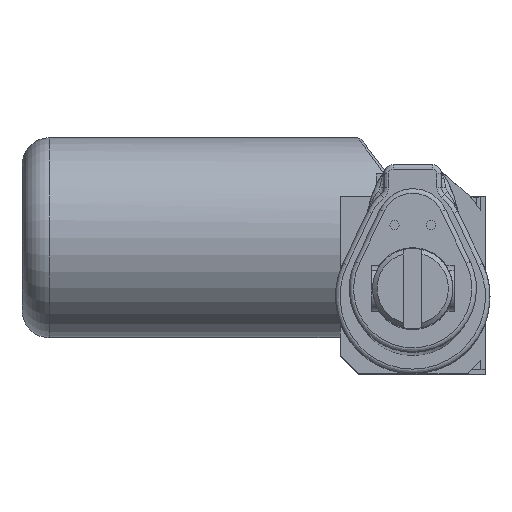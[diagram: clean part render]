
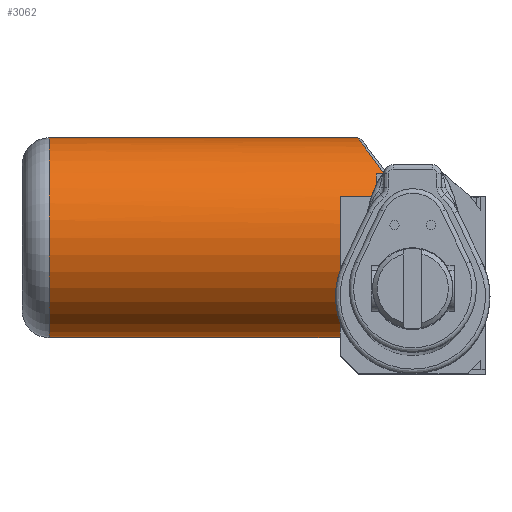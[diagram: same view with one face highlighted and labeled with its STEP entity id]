
A CAD part, top view. The second image highlights one B-rep face of the part: STEP entity #3062.
In plain terms, the highlighted cylindrical face has radius 34.925 mm (diameter 69.85 mm), a full revolution.
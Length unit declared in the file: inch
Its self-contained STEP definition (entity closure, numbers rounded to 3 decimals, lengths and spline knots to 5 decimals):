
#16=ELLIPSE('',#3383,1.69104,1.375);
#17=ELLIPSE('',#3384,2.01764,1.375);
#107=B_SPLINE_CURVE_WITH_KNOTS('',3,(#6195,#6196,#6197,#6198,#6199,#6200),
 .UNSPECIFIED.,.F.,.F.,(4,2,4),(2.46011,2.55933,2.57602),
 .UNSPECIFIED.);
#108=B_SPLINE_CURVE_WITH_KNOTS('',3,(#6211,#6212,#6213,#6214,#6215),
 .UNSPECIFIED.,.F.,.F.,(4,1,4),(0.,0.13616,0.3177),
 .UNSPECIFIED.);
#268=LINE('',#6018,#473);
#273=LINE('',#6032,#478);
#299=LINE('',#6110,#504);
#309=LINE('',#6148,#514);
#311=LINE('',#6207,#516);
#312=LINE('',#6219,#517);
#473=VECTOR('',#3991,0.03937);
#478=VECTOR('',#4006,0.03937);
#504=VECTOR('',#4066,0.03937);
#514=VECTOR('',#4096,0.03937);
#516=VECTOR('',#4108,1.375);
#517=VECTOR('',#4117,0.03937);
#617=CYLINDRICAL_SURFACE('',#3379,1.375);
#754=FACE_OUTER_BOUND('',#952,.T.);
#952=EDGE_LOOP('',(#2553,#2554,#2555,#2556,#2557,#2558,#2559,#2560,#2561,
#2562,#2563,#2564,#2565,#2566,#2567,#2568,#2569));
#1142=CIRCLE('',#3351,1.375);
#1143=CIRCLE('',#3352,1.375);
#1154=CIRCLE('',#3380,1.375);
#1155=CIRCLE('',#3381,1.375);
#1156=CIRCLE('',#3382,1.375);
#1157=CIRCLE('',#3385,1.375);
#1365=VERTEX_POINT('',#6006);
#1366=VERTEX_POINT('',#6017);
#1369=VERTEX_POINT('',#6030);
#1370=VERTEX_POINT('',#6031);
#1373=VERTEX_POINT('',#6040);
#1374=VERTEX_POINT('',#6042);
#1394=VERTEX_POINT('',#6098);
#1395=VERTEX_POINT('',#6109);
#1400=VERTEX_POINT('',#6144);
#1401=VERTEX_POINT('',#6146);
#1404=VERTEX_POINT('',#6194);
#1405=VERTEX_POINT('',#6203);
#1406=VERTEX_POINT('',#6204);
#1407=VERTEX_POINT('',#6209);
#1408=VERTEX_POINT('',#6217);
#1751=EDGE_CURVE('',#1365,#1366,#268,.T.);
#1758=EDGE_CURVE('',#1369,#1370,#273,.T.);
#1763=EDGE_CURVE('',#1370,#1373,#1142,.T.);
#1764=EDGE_CURVE('',#1373,#1374,#1143,.T.);
#1794=EDGE_CURVE('',#1394,#1395,#299,.T.);
#1808=EDGE_CURVE('',#1401,#1400,#309,.T.);
#1812=EDGE_CURVE('',#1404,#1365,#107,.T.);
#1814=EDGE_CURVE('',#1405,#1406,#1154,.T.);
#1815=EDGE_CURVE('',#1406,#1405,#1155,.T.);
#1816=EDGE_CURVE('',#1406,#1373,#311,.T.);
#1817=EDGE_CURVE('',#1366,#1369,#1156,.T.);
#1818=EDGE_CURVE('',#1407,#1404,#16,.T.);
#1819=EDGE_CURVE('',#1400,#1407,#108,.T.);
#1820=EDGE_CURVE('',#1395,#1401,#17,.T.);
#1821=EDGE_CURVE('',#1408,#1394,#1157,.T.);
#1822=EDGE_CURVE('',#1408,#1374,#312,.T.);
#2553=ORIENTED_EDGE('',*,*,#1814,.F.);
#2554=ORIENTED_EDGE('',*,*,#1815,.F.);
#2555=ORIENTED_EDGE('',*,*,#1816,.T.);
#2556=ORIENTED_EDGE('',*,*,#1763,.F.);
#2557=ORIENTED_EDGE('',*,*,#1758,.F.);
#2558=ORIENTED_EDGE('',*,*,#1817,.F.);
#2559=ORIENTED_EDGE('',*,*,#1751,.F.);
#2560=ORIENTED_EDGE('',*,*,#1812,.F.);
#2561=ORIENTED_EDGE('',*,*,#1818,.F.);
#2562=ORIENTED_EDGE('',*,*,#1819,.F.);
#2563=ORIENTED_EDGE('',*,*,#1808,.F.);
#2564=ORIENTED_EDGE('',*,*,#1820,.F.);
#2565=ORIENTED_EDGE('',*,*,#1794,.F.);
#2566=ORIENTED_EDGE('',*,*,#1821,.F.);
#2567=ORIENTED_EDGE('',*,*,#1822,.T.);
#2568=ORIENTED_EDGE('',*,*,#1764,.F.);
#2569=ORIENTED_EDGE('',*,*,#1816,.F.);
#3062=ADVANCED_FACE('',(#754),#617,.T.);
#3351=AXIS2_PLACEMENT_3D('',#6041,#4013,#4014);
#3352=AXIS2_PLACEMENT_3D('',#6043,#4015,#4016);
#3379=AXIS2_PLACEMENT_3D('',#6202,#4102,#4103);
#3380=AXIS2_PLACEMENT_3D('',#6205,#4104,#4105);
#3381=AXIS2_PLACEMENT_3D('',#6206,#4106,#4107);
#3382=AXIS2_PLACEMENT_3D('',#6208,#4109,#4110);
#3383=AXIS2_PLACEMENT_3D('',#6210,#4111,#4112);
#3384=AXIS2_PLACEMENT_3D('',#6216,#4113,#4114);
#3385=AXIS2_PLACEMENT_3D('',#6218,#4115,#4116);
#3991=DIRECTION('',(-1.,0.,0.));
#4006=DIRECTION('',(-1.,0.,0.));
#4013=DIRECTION('center_axis',(1.,0.,0.));
#4014=DIRECTION('ref_axis',(0.,0.,-1.));
#4015=DIRECTION('center_axis',(1.,0.,0.));
#4016=DIRECTION('ref_axis',(0.,0.,-1.));
#4066=DIRECTION('',(-1.,0.,0.));
#4096=DIRECTION('',(-1.,0.,0.));
#4102=DIRECTION('center_axis',(-1.,0.,0.));
#4103=DIRECTION('ref_axis',(0.,0.,-1.));
#4104=DIRECTION('center_axis',(-1.,0.,0.));
#4105=DIRECTION('ref_axis',(0.,0.,-1.));
#4106=DIRECTION('center_axis',(-1.,0.,0.));
#4107=DIRECTION('ref_axis',(0.,0.,-1.));
#4108=DIRECTION('',(1.,0.,0.));
#4109=DIRECTION('center_axis',(1.,0.,0.));
#4110=DIRECTION('ref_axis',(0.,0.409,-0.912));
#4111=DIRECTION('center_axis',(0.813,0.582,0.));
#4112=DIRECTION('ref_axis',(-0.582,0.813,0.));
#4113=DIRECTION('center_axis',(0.681,0.732,0.));
#4114=DIRECTION('ref_axis',(-0.732,0.681,0.));
#4115=DIRECTION('center_axis',(1.,0.,0.));
#4116=DIRECTION('ref_axis',(0.,0.209,-0.978));
#4117=DIRECTION('',(-1.,0.,0.));
#6006=CARTESIAN_POINT('',(5.96252,1.02134,-3.59178));
#6017=CARTESIAN_POINT('',(5.8532,1.02134,-3.59178));
#6018=CARTESIAN_POINT('',(5.3532,1.02134,-3.59178));
#6030=CARTESIAN_POINT('',(5.8532,0.70884,-3.39776));
#6031=CARTESIAN_POINT('',(5.3532,0.70884,-3.39776));
#6032=CARTESIAN_POINT('',(5.3532,0.70884,-3.39776));
#6040=CARTESIAN_POINT('',(5.3532,0.14634,-3.27744));
#6041=CARTESIAN_POINT('Origin',(5.3532,0.14634,-4.65244));
#6042=CARTESIAN_POINT('',(5.3532,0.14634,-6.02744));
#6043=CARTESIAN_POINT('Origin',(5.3532,0.14634,-4.65244));
#6098=CARTESIAN_POINT('',(7.2282,0.70884,-5.90711));
#6109=CARTESIAN_POINT('',(7.07695,0.70884,-5.90711));
#6110=CARTESIAN_POINT('',(5.3532,0.70884,-5.90711));
#6144=CARTESIAN_POINT('',(6.03445,0.99754,-5.7323));
#6146=CARTESIAN_POINT('',(6.76694,0.99754,-5.7323));
#6148=CARTESIAN_POINT('',(5.3532,0.99754,-5.7323));
#6194=CARTESIAN_POINT('',(5.93445,1.04992,-3.61601));
#6195=CARTESIAN_POINT('Ctrl Pts',(5.93445,1.04992,-3.61601));
#6196=CARTESIAN_POINT('Ctrl Pts',(5.94086,1.04097,-3.6082));
#6197=CARTESIAN_POINT('Ctrl Pts',(5.94863,1.03245,-3.60099));
#6198=CARTESIAN_POINT('Ctrl Pts',(5.95932,1.02376,-3.59377));
#6199=CARTESIAN_POINT('Ctrl Pts',(5.9609,1.02253,-3.59276));
#6200=CARTESIAN_POINT('Ctrl Pts',(5.96252,1.02134,-3.59178));
#6202=CARTESIAN_POINT('Origin',(5.3532,0.14634,-4.65244));
#6203=CARTESIAN_POINT('',(1.3532,0.14634,-6.02744));
#6204=CARTESIAN_POINT('',(1.3532,0.14634,-3.27744));
#6205=CARTESIAN_POINT('Origin',(1.3532,0.14634,-4.65244));
#6206=CARTESIAN_POINT('Origin',(1.3532,0.14634,-4.65244));
#6207=CARTESIAN_POINT('',(5.3532,0.14634,-3.27744));
#6208=CARTESIAN_POINT('Origin',(5.8532,0.14634,-4.65244));
#6209=CARTESIAN_POINT('',(5.93445,1.04992,-5.68886));
#6210=CARTESIAN_POINT('Origin',(6.58133,0.14634,-4.65244));
#6211=CARTESIAN_POINT('Ctrl Pts',(6.03445,0.99754,-5.7323));
#6212=CARTESIAN_POINT('Ctrl Pts',(6.01658,0.99754,-5.7323));
#6213=CARTESIAN_POINT('Ctrl Pts',(5.97511,1.00747,-5.72457));
#6214=CARTESIAN_POINT('Ctrl Pts',(5.94618,1.03354,-5.70314));
#6215=CARTESIAN_POINT('Ctrl Pts',(5.93445,1.04992,-5.68886));
#6216=CARTESIAN_POINT('Origin',(7.681,0.14634,-4.65244));
#6217=CARTESIAN_POINT('',(7.2282,0.14634,-6.02744));
#6218=CARTESIAN_POINT('Origin',(7.2282,0.14634,-4.65244));
#6219=CARTESIAN_POINT('',(5.1657,0.14634,-6.02744));
